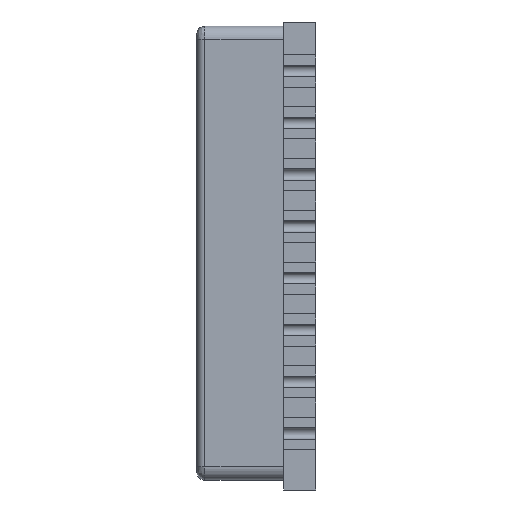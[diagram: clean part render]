
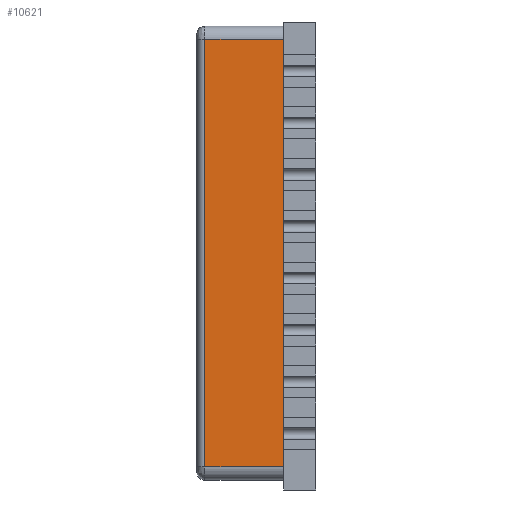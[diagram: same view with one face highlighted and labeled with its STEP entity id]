
A CAD part, left-side view. The second image highlights one B-rep face of the part: STEP entity #10621.
In plain terms, the highlighted planar face has unit normal (-1, 0, 0).
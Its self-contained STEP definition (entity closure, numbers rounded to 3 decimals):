
#1075=FACE_OUTER_BOUND('',#1678,.T.);
#1678=EDGE_LOOP('',(#7813,#7814,#7815,#7816));
#2516=LINE('',#14551,#3582);
#2522=LINE('',#14600,#3588);
#2531=LINE('',#14624,#3597);
#2532=LINE('',#14625,#3598);
#3582=VECTOR('',#12367,10.);
#3588=VECTOR('',#12403,10.);
#3597=VECTOR('',#12430,10.);
#3598=VECTOR('',#12431,10.);
#4541=VERTEX_POINT('',#14541);
#4543=VERTEX_POINT('',#14547);
#4554=VERTEX_POINT('',#14598);
#4560=VERTEX_POINT('',#14623);
#5746=EDGE_CURVE('',#4541,#4543,#2516,.T.);
#5763=EDGE_CURVE('',#4541,#4554,#2522,.T.);
#5774=EDGE_CURVE('',#4560,#4554,#2531,.T.);
#5775=EDGE_CURVE('',#4543,#4560,#2532,.T.);
#7813=ORIENTED_EDGE('',*,*,#5746,.F.);
#7814=ORIENTED_EDGE('',*,*,#5763,.T.);
#7815=ORIENTED_EDGE('',*,*,#5774,.F.);
#7816=ORIENTED_EDGE('',*,*,#5775,.F.);
#10262=PLANE('',#11284);
#10621=ADVANCED_FACE('',(#1075),#10262,.T.);
#11284=AXIS2_PLACEMENT_3D('',#14622,#12428,#12429);
#12367=DIRECTION('',(0.,0.,1.));
#12403=DIRECTION('',(0.,-1.,0.));
#12428=DIRECTION('center_axis',(-1.,0.,0.));
#12429=DIRECTION('ref_axis',(0.,0.,-1.));
#12430=DIRECTION('',(0.,0.,-1.));
#12431=DIRECTION('',(0.,-1.,0.));
#14541=CARTESIAN_POINT('',(-5.537,2.753,-5.426));
#14547=CARTESIAN_POINT('',(-5.537,2.753,5.17));
#14551=CARTESIAN_POINT('',(-5.537,2.753,2.521));
#14598=CARTESIAN_POINT('',(-5.537,0.8,-5.426));
#14600=CARTESIAN_POINT('',(-5.537,2.95,-5.426));
#14622=CARTESIAN_POINT('Origin',(-5.537,2.95,5.17));
#14623=CARTESIAN_POINT('',(-5.537,0.8,5.17));
#14624=CARTESIAN_POINT('',(-5.537,0.8,5.17));
#14625=CARTESIAN_POINT('',(-5.537,2.95,5.17));
